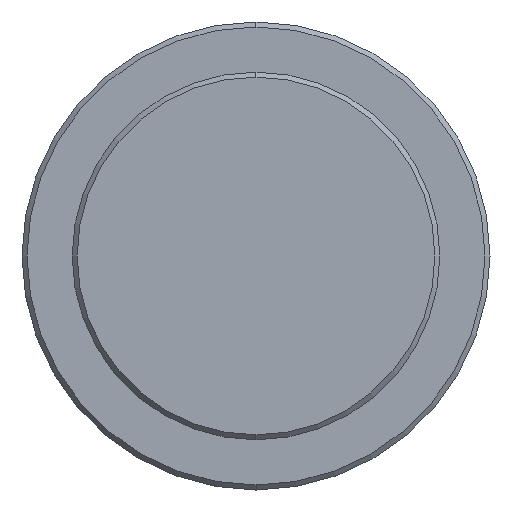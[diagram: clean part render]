
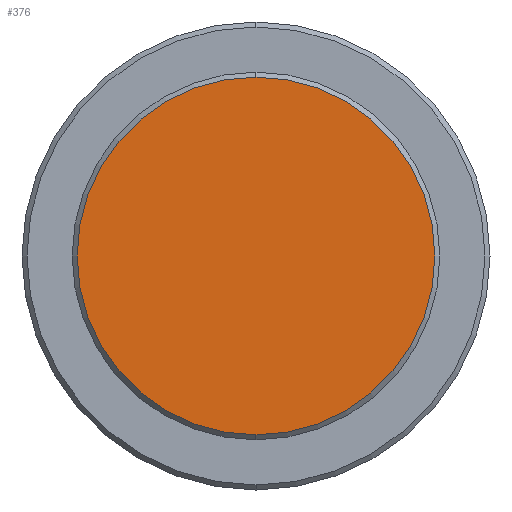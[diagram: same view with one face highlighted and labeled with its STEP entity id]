
A CAD part, left-side view. The second image highlights one B-rep face of the part: STEP entity #376.
In plain terms, the highlighted planar face has unit normal (-1, 0, 0).
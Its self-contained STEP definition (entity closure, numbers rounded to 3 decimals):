
#10 = VERTEX_POINT ( 'NONE', #526 ) ;
#25 = AXIS2_PLACEMENT_3D ( 'NONE', #108, #204, #502 ) ;
#76 = PLANE ( 'NONE',  #367 ) ;
#90 = EDGE_CURVE ( 'NONE', #10, #330, #536, .T. ) ;
#108 = CARTESIAN_POINT ( 'NONE',  ( 0., 0., 0. ) ) ;
#115 = CARTESIAN_POINT ( 'NONE',  ( 0., 0., -10.7 ) ) ;
#166 = ORIENTED_EDGE ( 'NONE', *, *, #90, .T. ) ;
#204 = DIRECTION ( 'NONE',  ( -1., 0., 0. ) ) ;
#235 = DIRECTION ( 'NONE',  ( 0., 0., 1. ) ) ;
#244 = EDGE_CURVE ( 'NONE', #330, #10, #268, .T. ) ;
#254 = DIRECTION ( 'NONE',  ( 1., 0., 0. ) ) ;
#268 = CIRCLE ( 'NONE', #25, 10.7 ) ;
#330 = VERTEX_POINT ( 'NONE', #115 ) ;
#336 = ORIENTED_EDGE ( 'NONE', *, *, #244, .T. ) ;
#363 = DIRECTION ( 'NONE',  ( -1., 0., 0. ) ) ;
#367 = AXIS2_PLACEMENT_3D ( 'NONE', #464, #254, #382 ) ;
#376 = ADVANCED_FACE ( 'NONE', ( #431 ), #76, .F. ) ;
#382 = DIRECTION ( 'NONE',  ( 0., 0., -1. ) ) ;
#431 = FACE_OUTER_BOUND ( 'NONE', #446, .T. ) ;
#446 = EDGE_LOOP ( 'NONE', ( #336, #166 ) ) ;
#464 = CARTESIAN_POINT ( 'NONE',  ( 0., 0., 0. ) ) ;
#491 = CARTESIAN_POINT ( 'NONE',  ( 0., 0., 0. ) ) ;
#502 = DIRECTION ( 'NONE',  ( 0., 0., 1. ) ) ;
#526 = CARTESIAN_POINT ( 'NONE',  ( 0., 0., 10.7 ) ) ;
#536 = CIRCLE ( 'NONE', #549, 10.7 ) ;
#549 = AXIS2_PLACEMENT_3D ( 'NONE', #491, #363, #235 ) ;
